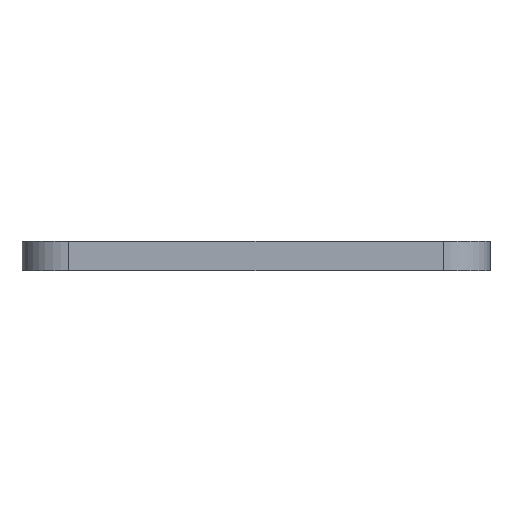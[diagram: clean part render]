
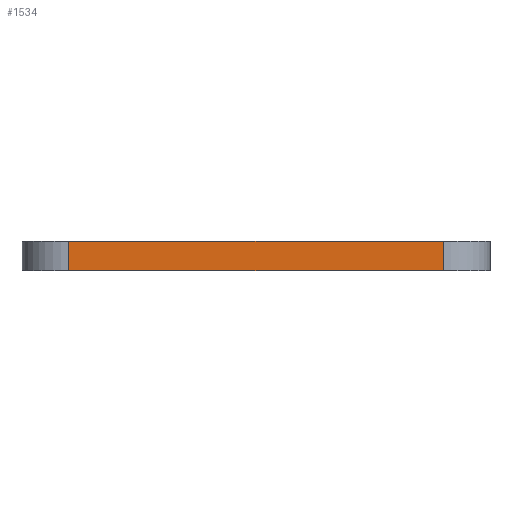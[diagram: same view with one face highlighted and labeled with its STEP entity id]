
A CAD part, front view. The second image highlights one B-rep face of the part: STEP entity #1534.
In plain terms, the highlighted planar face has unit normal (0, -1, 0).
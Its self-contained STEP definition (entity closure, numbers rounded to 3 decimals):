
#83 = PLANE('',#84);
#84 = AXIS2_PLACEMENT_3D('',#85,#86,#87);
#85 = CARTESIAN_POINT('',(148.643,-104.842,1.6));
#86 = DIRECTION('',(-0.,-0.,-1.));
#87 = DIRECTION('',(-1.,0.,0.));
#111 = CYLINDRICAL_SURFACE('',#112,2.54);
#112 = AXIS2_PLACEMENT_3D('',#113,#114,#115);
#113 = CARTESIAN_POINT('',(158.661,-117.069,0.));
#114 = DIRECTION('',(-0.,-0.,-1.));
#115 = DIRECTION('',(1.,0.,-0.));
#137 = PLANE('',#138);
#138 = AXIS2_PLACEMENT_3D('',#139,#140,#141);
#139 = CARTESIAN_POINT('',(148.643,-104.842,0.));
#140 = DIRECTION('',(-0.,-0.,-1.));
#141 = DIRECTION('',(-1.,0.,0.));
#228 = EDGE_CURVE('',#229,#231,#233,.T.);
#229 = VERTEX_POINT('',#230);
#230 = CARTESIAN_POINT('',(158.661,-119.609,0.));
#231 = VERTEX_POINT('',#232);
#232 = CARTESIAN_POINT('',(158.661,-119.609,1.6));
#233 = SURFACE_CURVE('',#234,(#238,#245),.PCURVE_S1.);
#234 = LINE('',#235,#236);
#235 = CARTESIAN_POINT('',(158.661,-119.609,0.));
#236 = VECTOR('',#237,1.);
#237 = DIRECTION('',(0.,0.,1.));
#238 = PCURVE('',#111,#239);
#239 = DEFINITIONAL_REPRESENTATION('',(#240),#244);
#240 = LINE('',#241,#242);
#241 = CARTESIAN_POINT('',(-4.712,0.));
#242 = VECTOR('',#243,1.);
#243 = DIRECTION('',(-0.,-1.));
#244 = ( GEOMETRIC_REPRESENTATION_CONTEXT(2) 
PARAMETRIC_REPRESENTATION_CONTEXT() REPRESENTATION_CONTEXT('2D SPACE',''
  ) );
#245 = PCURVE('',#246,#251);
#246 = PLANE('',#247);
#247 = AXIS2_PLACEMENT_3D('',#248,#249,#250);
#248 = CARTESIAN_POINT('',(158.661,-119.609,0.));
#249 = DIRECTION('',(0.,-1.,0.));
#250 = DIRECTION('',(-1.,0.,0.));
#251 = DEFINITIONAL_REPRESENTATION('',(#252),#256);
#252 = LINE('',#253,#254);
#253 = CARTESIAN_POINT('',(0.,0.));
#254 = VECTOR('',#255,1.);
#255 = DIRECTION('',(0.,-1.));
#256 = ( GEOMETRIC_REPRESENTATION_CONTEXT(2) 
PARAMETRIC_REPRESENTATION_CONTEXT() REPRESENTATION_CONTEXT('2D SPACE',''
  ) );
#316 = EDGE_CURVE('',#229,#317,#319,.T.);
#317 = VERTEX_POINT('',#318);
#318 = CARTESIAN_POINT('',(138.341,-119.609,0.));
#319 = SURFACE_CURVE('',#320,(#324,#331),.PCURVE_S1.);
#320 = LINE('',#321,#322);
#321 = CARTESIAN_POINT('',(158.661,-119.609,0.));
#322 = VECTOR('',#323,1.);
#323 = DIRECTION('',(-1.,0.,0.));
#324 = PCURVE('',#137,#325);
#325 = DEFINITIONAL_REPRESENTATION('',(#326),#330);
#326 = LINE('',#327,#328);
#327 = CARTESIAN_POINT('',(-10.018,-14.767));
#328 = VECTOR('',#329,1.);
#329 = DIRECTION('',(1.,0.));
#330 = ( GEOMETRIC_REPRESENTATION_CONTEXT(2) 
PARAMETRIC_REPRESENTATION_CONTEXT() REPRESENTATION_CONTEXT('2D SPACE',''
  ) );
#331 = PCURVE('',#246,#332);
#332 = DEFINITIONAL_REPRESENTATION('',(#333),#337);
#333 = LINE('',#334,#335);
#334 = CARTESIAN_POINT('',(0.,0.));
#335 = VECTOR('',#336,1.);
#336 = DIRECTION('',(1.,0.));
#337 = ( GEOMETRIC_REPRESENTATION_CONTEXT(2) 
PARAMETRIC_REPRESENTATION_CONTEXT() REPRESENTATION_CONTEXT('2D SPACE',''
  ) );
#360 = CYLINDRICAL_SURFACE('',#361,2.54);
#361 = AXIS2_PLACEMENT_3D('',#362,#363,#364);
#362 = CARTESIAN_POINT('',(138.341,-117.069,0.));
#363 = DIRECTION('',(-0.,-0.,-1.));
#364 = DIRECTION('',(1.,0.,-0.));
#957 = EDGE_CURVE('',#231,#958,#960,.T.);
#958 = VERTEX_POINT('',#959);
#959 = CARTESIAN_POINT('',(138.341,-119.609,1.6));
#960 = SURFACE_CURVE('',#961,(#965,#972),.PCURVE_S1.);
#961 = LINE('',#962,#963);
#962 = CARTESIAN_POINT('',(158.661,-119.609,1.6));
#963 = VECTOR('',#964,1.);
#964 = DIRECTION('',(-1.,0.,0.));
#965 = PCURVE('',#83,#966);
#966 = DEFINITIONAL_REPRESENTATION('',(#967),#971);
#967 = LINE('',#968,#969);
#968 = CARTESIAN_POINT('',(-10.018,-14.767));
#969 = VECTOR('',#970,1.);
#970 = DIRECTION('',(1.,0.));
#971 = ( GEOMETRIC_REPRESENTATION_CONTEXT(2) 
PARAMETRIC_REPRESENTATION_CONTEXT() REPRESENTATION_CONTEXT('2D SPACE',''
  ) );
#972 = PCURVE('',#246,#973);
#973 = DEFINITIONAL_REPRESENTATION('',(#974),#978);
#974 = LINE('',#975,#976);
#975 = CARTESIAN_POINT('',(0.,-1.6));
#976 = VECTOR('',#977,1.);
#977 = DIRECTION('',(1.,0.));
#978 = ( GEOMETRIC_REPRESENTATION_CONTEXT(2) 
PARAMETRIC_REPRESENTATION_CONTEXT() REPRESENTATION_CONTEXT('2D SPACE',''
  ) );
#1534 = ADVANCED_FACE('',(#1535),#246,.T.);
#1535 = FACE_BOUND('',#1536,.T.);
#1536 = EDGE_LOOP('',(#1537,#1538,#1539,#1560));
#1537 = ORIENTED_EDGE('',*,*,#228,.T.);
#1538 = ORIENTED_EDGE('',*,*,#957,.T.);
#1539 = ORIENTED_EDGE('',*,*,#1540,.F.);
#1540 = EDGE_CURVE('',#317,#958,#1541,.T.);
#1541 = SURFACE_CURVE('',#1542,(#1546,#1553),.PCURVE_S1.);
#1542 = LINE('',#1543,#1544);
#1543 = CARTESIAN_POINT('',(138.341,-119.609,0.));
#1544 = VECTOR('',#1545,1.);
#1545 = DIRECTION('',(0.,0.,1.));
#1546 = PCURVE('',#246,#1547);
#1547 = DEFINITIONAL_REPRESENTATION('',(#1548),#1552);
#1548 = LINE('',#1549,#1550);
#1549 = CARTESIAN_POINT('',(20.32,0.));
#1550 = VECTOR('',#1551,1.);
#1551 = DIRECTION('',(0.,-1.));
#1552 = ( GEOMETRIC_REPRESENTATION_CONTEXT(2) 
PARAMETRIC_REPRESENTATION_CONTEXT() REPRESENTATION_CONTEXT('2D SPACE',''
  ) );
#1553 = PCURVE('',#360,#1554);
#1554 = DEFINITIONAL_REPRESENTATION('',(#1555),#1559);
#1555 = LINE('',#1556,#1557);
#1556 = CARTESIAN_POINT('',(-4.712,0.));
#1557 = VECTOR('',#1558,1.);
#1558 = DIRECTION('',(-0.,-1.));
#1559 = ( GEOMETRIC_REPRESENTATION_CONTEXT(2) 
PARAMETRIC_REPRESENTATION_CONTEXT() REPRESENTATION_CONTEXT('2D SPACE',''
  ) );
#1560 = ORIENTED_EDGE('',*,*,#316,.F.);
